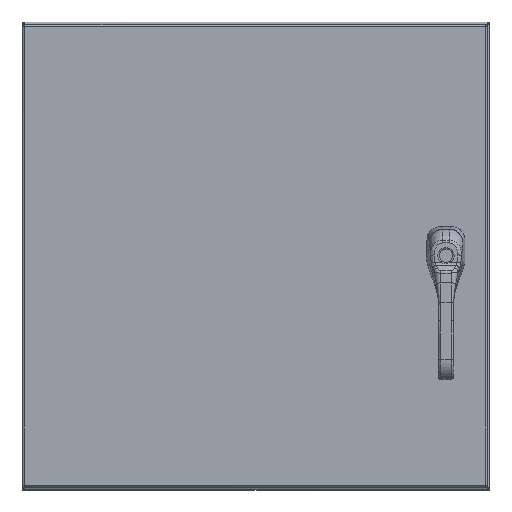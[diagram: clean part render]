
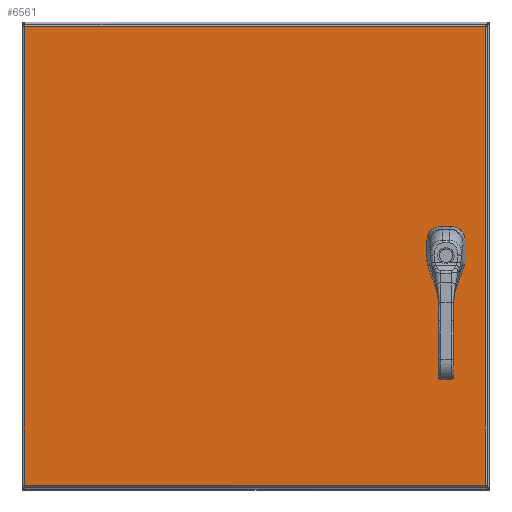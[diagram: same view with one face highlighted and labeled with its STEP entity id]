
A CAD part, top view. The second image highlights one B-rep face of the part: STEP entity #6561.
In plain terms, the highlighted face is planar.
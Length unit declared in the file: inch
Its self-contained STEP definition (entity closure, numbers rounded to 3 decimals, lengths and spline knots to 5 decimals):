
#4884=CARTESIAN_POINT('',(2.33762,12.275,0.0));
#4885=VERTEX_POINT('',#4884);
#4892=CARTESIAN_POINT('',(2.525,12.08762,0.0));
#4893=VERTEX_POINT('',#4892);
#4894=CARTESIAN_POINT('',(2.125,11.875,0.0));
#4895=DIRECTION('',(0.0,0.0,1.0));
#4896=DIRECTION('',(-0.469,-0.883,0.0));
#4897=AXIS2_PLACEMENT_3D('',#4894,#4895,#4896);
#4898=CIRCLE('',#4897,0.453);
#4899=EDGE_CURVE('',#4893,#4885,#4898,.T.);
#4924=CARTESIAN_POINT('',(2.525,11.66238,0.0));
#4925=VERTEX_POINT('',#4924);
#4926=CARTESIAN_POINT('',(2.525,11.66238,0.0));
#4927=DIRECTION('',(0.0,1.0,0.0));
#4928=VECTOR('',#4927,0.42525);
#4929=LINE('',#4926,#4928);
#4930=EDGE_CURVE('',#4925,#4893,#4929,.T.);
#4956=CARTESIAN_POINT('',(2.33762,11.475,0.0));
#4957=VERTEX_POINT('',#4956);
#4958=CARTESIAN_POINT('',(2.125,11.875,0.0));
#4959=DIRECTION('',(0.0,0.0,1.0));
#4960=DIRECTION('',(-0.883,0.469,0.0));
#4961=AXIS2_PLACEMENT_3D('',#4958,#4959,#4960);
#4962=CIRCLE('',#4961,0.453);
#4963=EDGE_CURVE('',#4957,#4925,#4962,.T.);
#4988=CARTESIAN_POINT('',(1.91238,11.475,0.0));
#4989=VERTEX_POINT('',#4988);
#4990=CARTESIAN_POINT('',(1.91238,11.475,0.0));
#4991=DIRECTION('',(1.0,0.0,0.0));
#4992=VECTOR('',#4991,0.42525);
#4993=LINE('',#4990,#4992);
#4994=EDGE_CURVE('',#4989,#4957,#4993,.T.);
#5020=CARTESIAN_POINT('',(1.725,11.66238,0.0));
#5021=VERTEX_POINT('',#5020);
#5022=CARTESIAN_POINT('',(2.125,11.875,0.0));
#5023=DIRECTION('',(0.0,0.0,1.0));
#5024=DIRECTION('',(0.469,0.883,0.0));
#5025=AXIS2_PLACEMENT_3D('',#5022,#5023,#5024);
#5026=CIRCLE('',#5025,0.453);
#5027=EDGE_CURVE('',#5021,#4989,#5026,.T.);
#5052=CARTESIAN_POINT('',(1.725,12.08762,0.0));
#5053=VERTEX_POINT('',#5052);
#5054=CARTESIAN_POINT('',(1.725,12.08762,0.0));
#5055=DIRECTION('',(0.0,-1.0,0.0));
#5056=VECTOR('',#5055,0.42525);
#5057=LINE('',#5054,#5056);
#5058=EDGE_CURVE('',#5053,#5021,#5057,.T.);
#5084=CARTESIAN_POINT('',(1.91238,12.275,0.0));
#5085=VERTEX_POINT('',#5084);
#5086=CARTESIAN_POINT('',(2.125,11.875,0.0));
#5087=DIRECTION('',(0.0,0.0,1.0));
#5088=DIRECTION('',(0.883,-0.469,0.0));
#5089=AXIS2_PLACEMENT_3D('',#5086,#5087,#5088);
#5090=CIRCLE('',#5089,0.453);
#5091=EDGE_CURVE('',#5085,#5053,#5090,.T.);
#5114=CARTESIAN_POINT('',(2.33762,12.275,0.0));
#5115=DIRECTION('',(-1.0,0.0,0.0));
#5116=VECTOR('',#5115,0.42525);
#5117=LINE('',#5114,#5116);
#5118=EDGE_CURVE('',#4885,#5085,#5117,.T.);
#5569=CARTESIAN_POINT('',(23.76975,0.10525,0.));
#5570=VERTEX_POINT('',#5569);
#5581=CARTESIAN_POINT('',(23.76975,23.64475,0.));
#5582=VERTEX_POINT('',#5581);
#5583=CARTESIAN_POINT('',(23.76975,23.64475,0.0));
#5584=DIRECTION('',(0.0,-1.0,0.0));
#5585=VECTOR('',#5584,23.5395);
#5586=LINE('',#5583,#5585);
#5587=EDGE_CURVE('',#5582,#5570,#5586,.T.);
#5739=CARTESIAN_POINT('',(0.10525,0.10525,0.));
#5740=VERTEX_POINT('',#5739);
#5751=CARTESIAN_POINT('',(23.76975,0.10525,0.0));
#5752=DIRECTION('',(-1.0,0.0,0.0));
#5753=VECTOR('',#5752,23.6645);
#5754=LINE('',#5751,#5753);
#5755=EDGE_CURVE('',#5570,#5740,#5754,.T.);
#6016=CARTESIAN_POINT('',(0.10525,23.64475,0.));
#6017=VERTEX_POINT('',#6016);
#6028=CARTESIAN_POINT('',(0.10525,0.10525,0.0));
#6029=DIRECTION('',(0.0,1.0,0.0));
#6030=VECTOR('',#6029,23.5395);
#6031=LINE('',#6028,#6030);
#6032=EDGE_CURVE('',#5740,#6017,#6031,.T.);
#6297=CARTESIAN_POINT('',(0.10525,23.64475,0.0));
#6298=DIRECTION('',(1.0,0.0,0.0));
#6299=VECTOR('',#6298,23.6645);
#6300=LINE('',#6297,#6299);
#6301=EDGE_CURVE('',#6017,#5582,#6300,.T.);
#6540=CARTESIAN_POINT('',(11.9375,11.875,0.0));
#6541=DIRECTION('',(0.0,0.0,1.0));
#6542=DIRECTION('',(1.0,0.0,0.0));
#6543=AXIS2_PLACEMENT_3D('',#6540,#6541,#6542);
#6544=PLANE('',#6543);
#6545=ORIENTED_EDGE('',*,*,#5587,.T.);
#6546=ORIENTED_EDGE('',*,*,#5755,.T.);
#6547=ORIENTED_EDGE('',*,*,#6032,.T.);
#6548=ORIENTED_EDGE('',*,*,#6301,.T.);
#6549=EDGE_LOOP('',(#6545,#6546,#6547,#6548));
#6550=FACE_OUTER_BOUND('',#6549,.T.);
#6551=ORIENTED_EDGE('',*,*,#4899,.T.);
#6552=ORIENTED_EDGE('',*,*,#5118,.T.);
#6553=ORIENTED_EDGE('',*,*,#5091,.T.);
#6554=ORIENTED_EDGE('',*,*,#5058,.T.);
#6555=ORIENTED_EDGE('',*,*,#5027,.T.);
#6556=ORIENTED_EDGE('',*,*,#4994,.T.);
#6557=ORIENTED_EDGE('',*,*,#4963,.T.);
#6558=ORIENTED_EDGE('',*,*,#4930,.T.);
#6559=EDGE_LOOP('',(#6551,#6552,#6553,#6554,#6555,#6556,#6557,#6558));
#6560=FACE_BOUND('',#6559,.T.);
#6561=ADVANCED_FACE('',(#6550,#6560),#6544,.F.);
